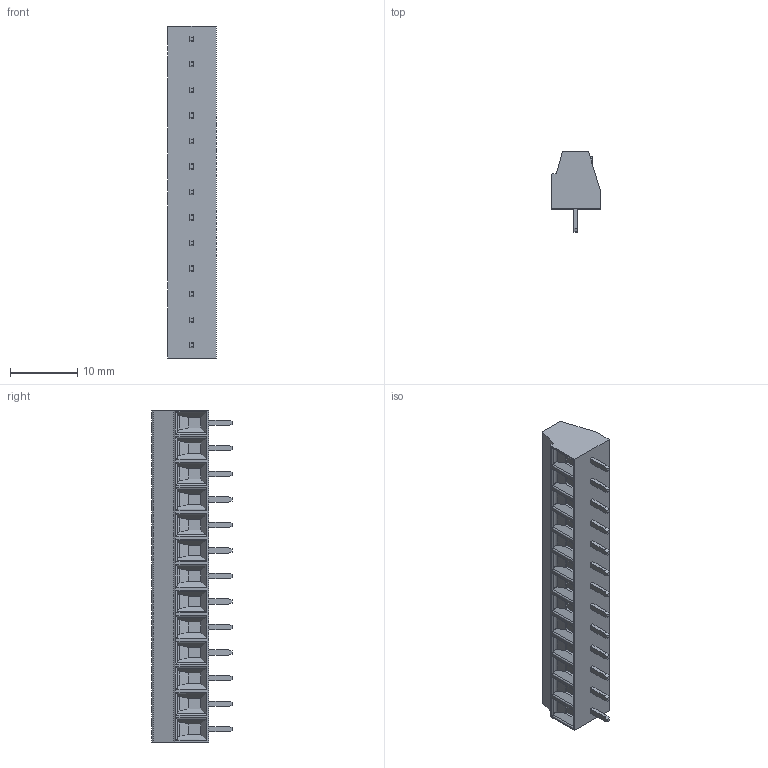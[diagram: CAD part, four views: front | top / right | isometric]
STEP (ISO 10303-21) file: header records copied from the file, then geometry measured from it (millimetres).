
FILE_DESCRIPTION((''),'2;1');
FILE_NAME('PRT0008','2024-08-24T15:33:49',('tluser'),(''),'CREO PARAMETRIC BY PTC INC, 2018100','CREO PARAMETRIC BY PTC INC, 2018100','');
FILE_SCHEMA(('AUTOMOTIVE_DESIGN { 1 0 10303 214 1 1 1 1 }'));
Length unit declared in the file: millimetre
Products named in the file (1): PRT0008
Bounding box: 7.3 x 12 x 49.53 mm (x, y, z)
Volume: 2410.9 mm3; surface area: 1936 mm2
Topology: 1 solids, 1 shells, 428 faces, 1018 edges, 644 vertices
Faces by surface type: plane 295, cylinder 107, sphere 26
Entity records: 12987 total; most frequent: CARTESIAN_POINT 3115, ORIENTED_EDGE 2036, DIRECTION 1906, EDGE_CURVE 1018, VECTOR 739, LINE 739, VERTEX_POINT 644, AXIS2_PLACEMENT_3D 582
